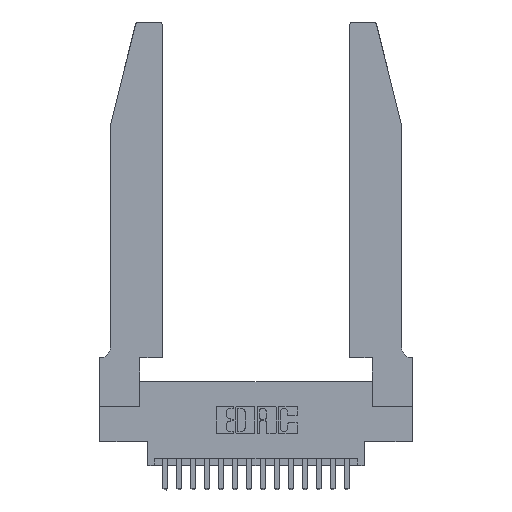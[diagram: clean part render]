
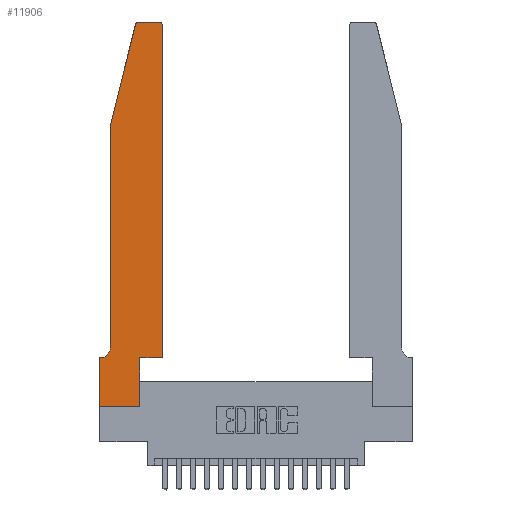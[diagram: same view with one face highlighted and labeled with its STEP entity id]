
A CAD part, top view. The second image highlights one B-rep face of the part: STEP entity #11906.
In plain terms, the highlighted planar face has unit normal (0, 0, 1).
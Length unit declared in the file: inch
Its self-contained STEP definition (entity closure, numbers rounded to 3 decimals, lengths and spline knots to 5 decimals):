
#52 = CARTESIAN_POINT ( 'NONE',  ( 0.284, 2.72, 0.37 ) ) ;
#87 = ORIENTED_EDGE ( 'NONE', *, *, #11616, .T. ) ;
#99 = ORIENTED_EDGE ( 'NONE', *, *, #7066, .T. ) ;
#363 = DIRECTION ( 'NONE',  ( 1., 0., 0. ) ) ;
#366 = AXIS2_PLACEMENT_3D ( 'NONE', #52, #11066, #1751 ) ;
#776 = VECTOR ( 'NONE', #19543, 39.37008 ) ;
#882 = VECTOR ( 'NONE', #14481, 39.37008 ) ;
#1268 = CARTESIAN_POINT ( 'NONE',  ( 0., 0.35, 0.37 ) ) ;
#1385 = VECTOR ( 'NONE', #19188, 39.37008 ) ;
#1751 = DIRECTION ( 'NONE',  ( 1., 0., 0. ) ) ;
#1760 = ORIENTED_EDGE ( 'NONE', *, *, #10686, .T. ) ;
#1804 = ORIENTED_EDGE ( 'NONE', *, *, #12527, .T. ) ;
#1841 = LINE ( 'NONE', #15882, #13122 ) ;
#2223 = VECTOR ( 'NONE', #7590, 39.37008 ) ;
#2274 = FACE_OUTER_BOUND ( 'NONE', #13361, .T. ) ;
#2392 = CARTESIAN_POINT ( 'NONE',  ( 0.0055, 0.42, 0.37 ) ) ;
#2546 = EDGE_CURVE ( 'NONE', #4107, #7119, #15259, .T. ) ;
#2647 = AXIS2_PLACEMENT_3D ( 'NONE', #2392, #13108, #4008 ) ;
#2723 = DIRECTION ( 'NONE',  ( 0., 0., 1. ) ) ;
#3171 = VERTEX_POINT ( 'NONE', #9398 ) ;
#3283 = CARTESIAN_POINT ( 'NONE',  ( 0.0755, 0.42, 0.37 ) ) ;
#4008 = DIRECTION ( 'NONE',  ( -1., 0., 0. ) ) ;
#4107 = VERTEX_POINT ( 'NONE', #9934 ) ;
#4112 = VECTOR ( 'NONE', #14920, 39.37008 ) ;
#4307 = EDGE_CURVE ( 'NONE', #7350, #8099, #11466, .T. ) ;
#4319 = CARTESIAN_POINT ( 'NONE',  ( 0.0755, 2., 0.37 ) ) ;
#4339 = CARTESIAN_POINT ( 'NONE',  ( 0.4505, 0.35, 0.37 ) ) ;
#4805 = VECTOR ( 'NONE', #14897, 39.37008 ) ;
#5073 = AXIS2_PLACEMENT_3D ( 'NONE', #11945, #2723, #13417 ) ;
#5316 = CARTESIAN_POINT ( 'NONE',  ( 0.0055, 0.35, 0.37 ) ) ;
#5503 = CARTESIAN_POINT ( 'NONE',  ( 0.4505, 0.35, 0.37 ) ) ;
#5676 = VERTEX_POINT ( 'NONE', #12974 ) ;
#5735 = VERTEX_POINT ( 'NONE', #17555 ) ;
#6328 = VERTEX_POINT ( 'NONE', #5316 ) ;
#6947 = CARTESIAN_POINT ( 'NONE',  ( 0.4205, 2.72, 0.37 ) ) ;
#6993 = ORIENTED_EDGE ( 'NONE', *, *, #19696, .T. ) ;
#7066 = EDGE_CURVE ( 'NONE', #5735, #4107, #10510, .T. ) ;
#7119 = VERTEX_POINT ( 'NONE', #13635 ) ;
#7267 = VERTEX_POINT ( 'NONE', #7998 ) ;
#7350 = VERTEX_POINT ( 'NONE', #17129 ) ;
#7590 = DIRECTION ( 'NONE',  ( -1., 0., 0. ) ) ;
#7634 = ORIENTED_EDGE ( 'NONE', *, *, #8770, .T. ) ;
#7998 = CARTESIAN_POINT ( 'NONE',  ( 0.4505, 2.72, 0.37 ) ) ;
#8099 = VERTEX_POINT ( 'NONE', #8410 ) ;
#8184 = ORIENTED_EDGE ( 'NONE', *, *, #10234, .T. ) ;
#8206 = VECTOR ( 'NONE', #363, 39.37008 ) ;
#8261 = LINE ( 'NONE', #8962, #4112 ) ;
#8410 = CARTESIAN_POINT ( 'NONE',  ( 0.2865, 0.35, 0.37 ) ) ;
#8427 = LINE ( 'NONE', #4319, #4805 ) ;
#8457 = DIRECTION ( 'NONE',  ( 1., 0., 0. ) ) ;
#8703 = EDGE_CURVE ( 'NONE', #7267, #5735, #18032, .T. ) ;
#8770 = EDGE_CURVE ( 'NONE', #8099, #10251, #9268, .T. ) ;
#8962 = CARTESIAN_POINT ( 'NONE',  ( 0.0755, 2., 0.37 ) ) ;
#9024 = VERTEX_POINT ( 'NONE', #1268 ) ;
#9051 = CARTESIAN_POINT ( 'NONE',  ( 0.2605, 2.75, 0.37 ) ) ;
#9268 = LINE ( 'NONE', #5503, #882 ) ;
#9398 = CARTESIAN_POINT ( 'NONE',  ( 0.0755, 2., 0.37 ) ) ;
#9934 = CARTESIAN_POINT ( 'NONE',  ( 0.284, 2.75, 0.37 ) ) ;
#10234 = EDGE_CURVE ( 'NONE', #3171, #17467, #8261, .T. ) ;
#10251 = VERTEX_POINT ( 'NONE', #4339 ) ;
#10343 = ORIENTED_EDGE ( 'NONE', *, *, #11225, .T. ) ;
#10403 = ORIENTED_EDGE ( 'NONE', *, *, #2546, .T. ) ;
#10510 = LINE ( 'NONE', #9051, #2223 ) ;
#10686 = EDGE_CURVE ( 'NONE', #10251, #7267, #1841, .T. ) ;
#11066 = DIRECTION ( 'NONE',  ( 0., 0., 1. ) ) ;
#11225 = EDGE_CURVE ( 'NONE', #17467, #6328, #11275, .T. ) ;
#11275 = CIRCLE ( 'NONE', #2647, 0.07 ) ;
#11314 = CARTESIAN_POINT ( 'NONE',  ( 0., 0., 0.37 ) ) ;
#11466 = LINE ( 'NONE', #16302, #18838 ) ;
#11616 = EDGE_CURVE ( 'NONE', #5676, #7350, #19549, .T. ) ;
#11906 = ADVANCED_FACE ( 'NONE', ( #2274 ), #14857, .T. ) ;
#11945 = CARTESIAN_POINT ( 'NONE',  ( 0., 0.35, 0.37 ) ) ;
#12527 = EDGE_CURVE ( 'NONE', #7119, #3171, #8427, .T. ) ;
#12642 = LINE ( 'NONE', #16610, #776 ) ;
#12974 = CARTESIAN_POINT ( 'NONE',  ( 0., 0., 0.37 ) ) ;
#13108 = DIRECTION ( 'NONE',  ( 0., 0., -1. ) ) ;
#13122 = VECTOR ( 'NONE', #14419, 39.37008 ) ;
#13345 = EDGE_CURVE ( 'NONE', #9024, #5676, #13644, .T. ) ;
#13361 = EDGE_LOOP ( 'NONE', ( #99, #10403, #1804, #8184, #10343, #6993, #14235, #87, #15347, #7634, #1760, #14765 ) ) ;
#13417 = DIRECTION ( 'NONE',  ( 1., 0., 0. ) ) ;
#13635 = CARTESIAN_POINT ( 'NONE',  ( 0.25487, 2.72718, 0.37 ) ) ;
#13644 = LINE ( 'NONE', #17700, #1385 ) ;
#14235 = ORIENTED_EDGE ( 'NONE', *, *, #13345, .T. ) ;
#14419 = DIRECTION ( 'NONE',  ( 0., 1., 0. ) ) ;
#14481 = DIRECTION ( 'NONE',  ( 1., 0., 0. ) ) ;
#14765 = ORIENTED_EDGE ( 'NONE', *, *, #8703, .T. ) ;
#14857 = PLANE ( 'NONE',  #5073 ) ;
#14897 = DIRECTION ( 'NONE',  ( -0.239, -0.971, 0. ) ) ;
#14920 = DIRECTION ( 'NONE',  ( 0., -1., 0. ) ) ;
#15259 = CIRCLE ( 'NONE', #366, 0.03 ) ;
#15347 = ORIENTED_EDGE ( 'NONE', *, *, #4307, .T. ) ;
#15882 = CARTESIAN_POINT ( 'NONE',  ( 0.4505, 0.35, 0.37 ) ) ;
#16302 = CARTESIAN_POINT ( 'NONE',  ( 0.2865, 0.35, 0.37 ) ) ;
#16610 = CARTESIAN_POINT ( 'NONE',  ( 0.0755, 0.35, 0.37 ) ) ;
#17129 = CARTESIAN_POINT ( 'NONE',  ( 0.2865, 0., 0.37 ) ) ;
#17330 = DIRECTION ( 'NONE',  ( 0., 0., 1. ) ) ;
#17467 = VERTEX_POINT ( 'NONE', #3283 ) ;
#17555 = CARTESIAN_POINT ( 'NONE',  ( 0.4205, 2.75, 0.37 ) ) ;
#17700 = CARTESIAN_POINT ( 'NONE',  ( 0., 0., 0.37 ) ) ;
#17739 = DIRECTION ( 'NONE',  ( 0., 1., 0. ) ) ;
#18032 = CIRCLE ( 'NONE', #19357, 0.03 ) ;
#18838 = VECTOR ( 'NONE', #17739, 39.37008 ) ;
#19188 = DIRECTION ( 'NONE',  ( 0., -1., 0. ) ) ;
#19357 = AXIS2_PLACEMENT_3D ( 'NONE', #6947, #17330, #8457 ) ;
#19543 = DIRECTION ( 'NONE',  ( -1., 0., 0. ) ) ;
#19549 = LINE ( 'NONE', #11314, #8206 ) ;
#19696 = EDGE_CURVE ( 'NONE', #6328, #9024, #12642, .T. ) ;
